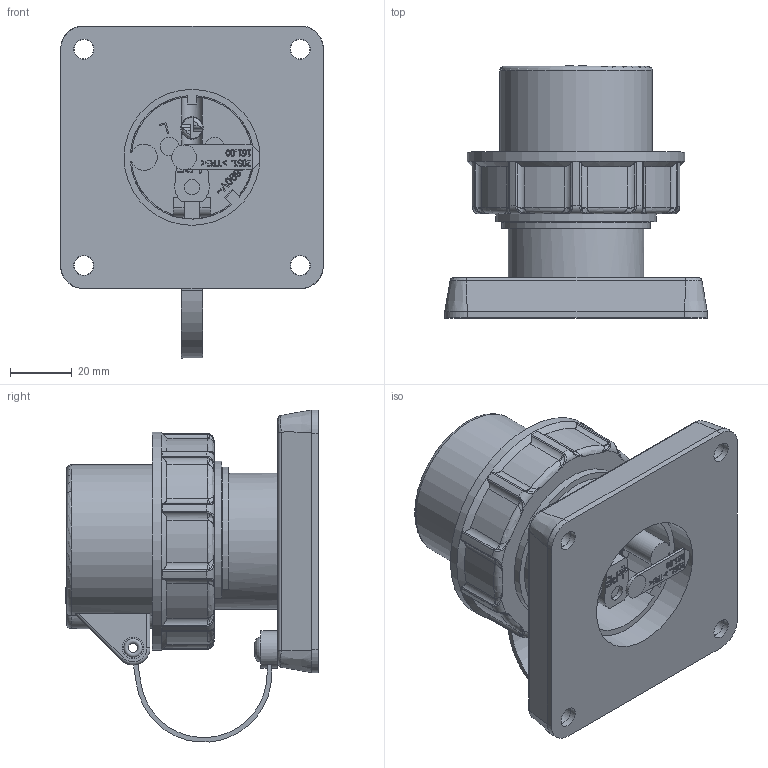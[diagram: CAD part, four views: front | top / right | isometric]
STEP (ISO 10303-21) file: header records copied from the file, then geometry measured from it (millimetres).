
FILE_DESCRIPTION(/* description */ (''),/* implementation_level */ '2;1');
FILE_NAME(/* name */ '2892.stp',/* time_stamp */ '2023-10-24T15:46:25+02:00',/* author */ ('massmann'),/* organization */ (''),/* preprocessor_version */ 'ST-DEVELOPER v17',/* originating_system */ 'Autodesk Inventor 2018',/* authorisation */ '');
FILE_SCHEMA (('AUTOMOTIVE_DESIGN { 1 0 10303 214 3 1 1 }'));
Length unit declared in the file: millimetre
Products named in the file (1): 2892
Bounding box: 85 x 81.6 x 107.44 mm (x, y, z)
Volume: 220282 mm3; surface area: 45647.3 mm2
Topology: 1 solids, 1 shells, 729 faces, 1952 edges, 1259 vertices
Faces by surface type: plane 305, bspline 233, cylinder 158, torus 31, cone 2
Full cylindrical faces by diameter (mm): 3 x1, 4 x1, 4.3 x3, 5 x3, 6 x4, 6.3 x4, 6.5 x4, 7 x2, 7.2 x1, 8 x1, 12 x1, 44 x2, 70.5 x1
Entity records: 27749 total; most frequent: CARTESIAN_POINT 10273, ORIENTED_EDGE 3864, DIRECTION 2757, EDGE_CURVE 1932, VERTEX_POINT 1259, LINE 975, VECTOR 975, AXIS2_PLACEMENT_3D 891
